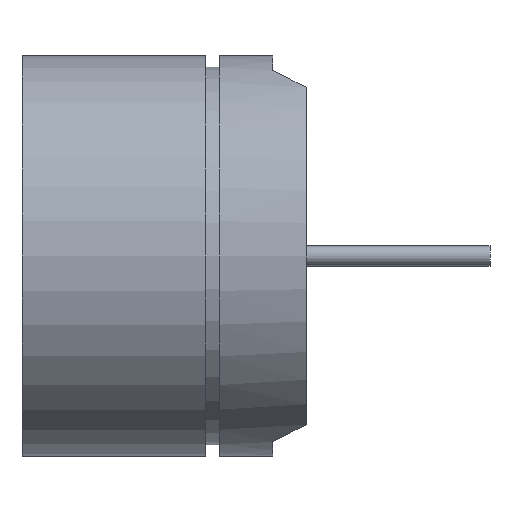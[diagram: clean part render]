
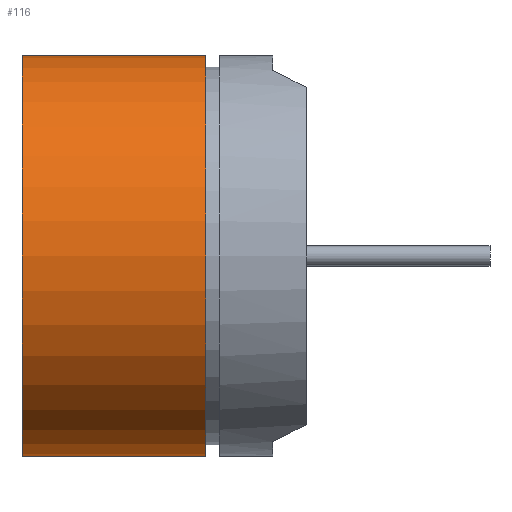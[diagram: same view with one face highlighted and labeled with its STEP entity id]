
A CAD part, left-side view. The second image highlights one B-rep face of the part: STEP entity #116.
In plain terms, the highlighted cylindrical face has radius 6 mm (diameter 12 mm), a partial arc.
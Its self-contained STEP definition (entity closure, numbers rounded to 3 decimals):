
#116=ADVANCED_FACE('NONE',(#268),#269,.T.);
#268=FACE_OUTER_BOUND('',#458,.T.);
#269=CYLINDRICAL_SURFACE('',#459,6.0);
#458=EDGE_LOOP('',(#742,#743,#744,#745));
#459=AXIS2_PLACEMENT_3D('',#746,#747,#748);
#742=ORIENTED_EDGE('',*,*,#1208,.F.);
#743=ORIENTED_EDGE('',*,*,#1209,.T.);
#744=ORIENTED_EDGE('',*,*,#1210,.T.);
#745=ORIENTED_EDGE('',*,*,#1211,.F.);
#746=CARTESIAN_POINT('',(0.0,0.0,0.0));
#747=DIRECTION('',(0.0,-1.0,0.0));
#748=DIRECTION('',(0.0,0.0,1.0));
#1208=EDGE_CURVE('NONE',#1475,#1476,#1477,.T.);
#1209=EDGE_CURVE('NONE',#1475,#1478,#1479,.T.);
#1210=EDGE_CURVE('NONE',#1478,#1480,#1481,.T.);
#1211=EDGE_CURVE('NONE',#1476,#1480,#1482,.T.);
#1475=VERTEX_POINT('NONE',#1829);
#1476=VERTEX_POINT('NONE',#1830);
#1477=LINE('',#1831,#1832);
#1478=VERTEX_POINT('NONE',#1833);
#1479=CIRCLE('',#1834,6.0);
#1480=VERTEX_POINT('NONE',#1835);
#1481=LINE('',#1836,#1837);
#1482=CIRCLE('',#1838,6.0);
#1829=CARTESIAN_POINT('',(0.,3.0,-6.0));
#1830=CARTESIAN_POINT('',(0.,8.5,-6.0));
#1831=CARTESIAN_POINT('',(0.,0.0,-6.0));
#1832=VECTOR('',#2195,1000.0);
#1833=CARTESIAN_POINT('',(0.0,3.0,6.0));
#1834=AXIS2_PLACEMENT_3D('',#2196,#2197,#2198);
#1835=CARTESIAN_POINT('',(0.0,8.5,6.0));
#1836=CARTESIAN_POINT('',(0.0,0.0,6.0));
#1837=VECTOR('',#2199,1000.0);
#1838=AXIS2_PLACEMENT_3D('',#2200,#2201,#2202);
#2195=DIRECTION('',(-0.0,1.0,-0.0));
#2196=CARTESIAN_POINT('',(0.0,3.0,0.0));
#2197=DIRECTION('',(-0.0,1.0,0.0));
#2198=DIRECTION('',(0.0,0.0,1.0));
#2199=DIRECTION('',(-0.0,1.0,-0.0));
#2200=CARTESIAN_POINT('',(0.0,8.5,0.0));
#2201=DIRECTION('',(-0.0,1.0,0.0));
#2202=DIRECTION('',(0.0,0.0,1.0));
